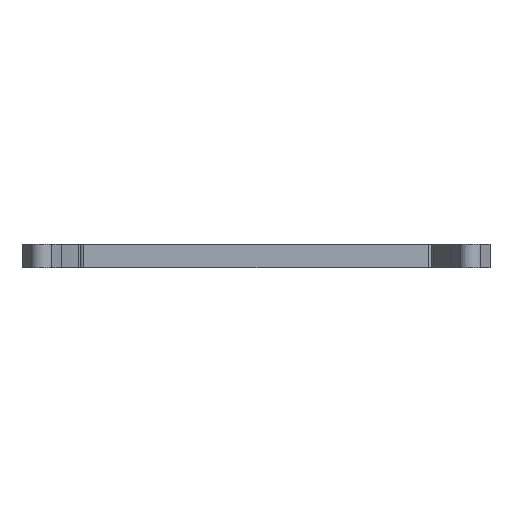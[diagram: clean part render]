
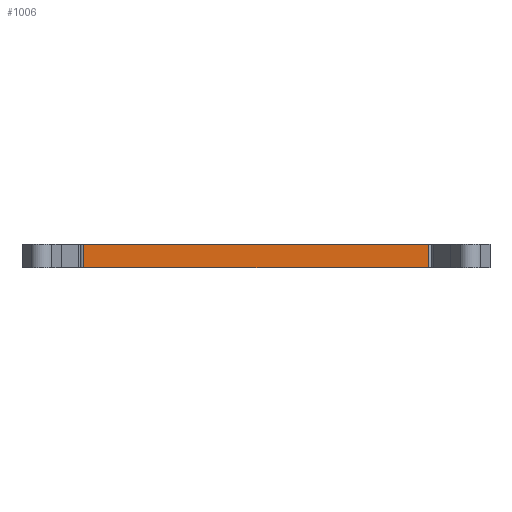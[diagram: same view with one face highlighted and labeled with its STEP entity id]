
A CAD part, front view. The second image highlights one B-rep face of the part: STEP entity #1006.
In plain terms, the highlighted planar face has unit normal (0, -1, 0).
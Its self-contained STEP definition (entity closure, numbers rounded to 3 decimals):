
#30=PLANE('',#1090);
#72=FACE_OUTER_BOUND('',#124,.T.);
#124=EDGE_LOOP('',(#807,#808,#809,#810));
#203=LINE('',#1569,#313);
#205=LINE('',#1577,#315);
#220=LINE('',#1625,#330);
#221=LINE('',#1626,#331);
#313=VECTOR('',#1267,2.);
#315=VECTOR('',#1275,29.773);
#330=VECTOR('',#1310,29.773);
#331=VECTOR('',#1311,2.);
#459=VERTEX_POINT('',#1566);
#460=VERTEX_POINT('',#1568);
#463=VERTEX_POINT('',#1576);
#486=VERTEX_POINT('',#1624);
#582=EDGE_CURVE('',#460,#459,#203,.T.);
#586=EDGE_CURVE('',#463,#460,#205,.T.);
#610=EDGE_CURVE('',#459,#486,#220,.T.);
#611=EDGE_CURVE('',#463,#486,#221,.T.);
#807=ORIENTED_EDGE('',*,*,#610,.T.);
#808=ORIENTED_EDGE('',*,*,#611,.F.);
#809=ORIENTED_EDGE('',*,*,#586,.T.);
#810=ORIENTED_EDGE('',*,*,#582,.T.);
#1006=ADVANCED_FACE('',(#72),#30,.T.);
#1090=AXIS2_PLACEMENT_3D('',#1623,#1308,#1309);
#1267=DIRECTION('',(0.,0.,1.));
#1275=DIRECTION('',(1.,0.,0.));
#1308=DIRECTION('center_axis',(0.,-1.,0.));
#1309=DIRECTION('ref_axis',(0.,0.,-1.));
#1310=DIRECTION('',(-1.,0.,0.));
#1311=DIRECTION('',(0.,0.,1.));
#1566=CARTESIAN_POINT('',(14.887,0.,1.));
#1568=CARTESIAN_POINT('',(14.887,0.,-1.));
#1569=CARTESIAN_POINT('',(14.887,0.,0.));
#1576=CARTESIAN_POINT('',(-14.887,0.,-1.));
#1577=CARTESIAN_POINT('',(0.,0.,-1.));
#1623=CARTESIAN_POINT('Origin',(0.,0.,0.));
#1624=CARTESIAN_POINT('',(-14.887,0.,1.));
#1625=CARTESIAN_POINT('',(-14.887,0.,1.));
#1626=CARTESIAN_POINT('',(-14.887,0.,0.));
